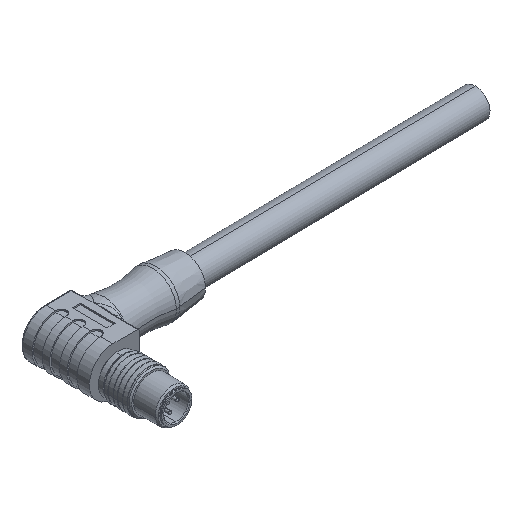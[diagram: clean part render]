
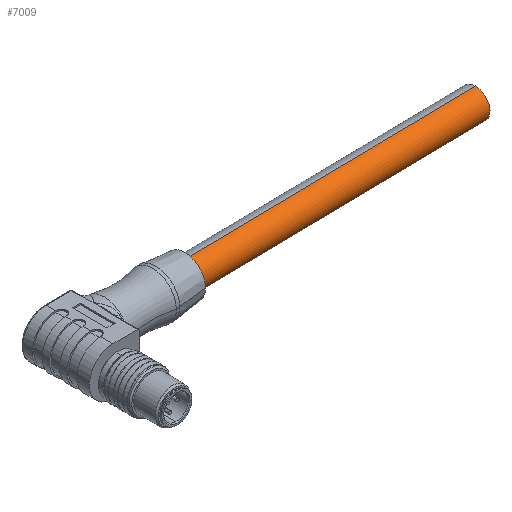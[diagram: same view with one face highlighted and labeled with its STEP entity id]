
A CAD part, isometric view. The second image highlights one B-rep face of the part: STEP entity #7009.
In plain terms, the highlighted cylindrical face has radius 5 mm (diameter 10 mm), a partial arc.
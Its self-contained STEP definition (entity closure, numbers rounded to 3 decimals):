
#1343=CARTESIAN_POINT('',(37.857,36.844,0.701));
#1344=DIRECTION('',(1.,0.,0.017));
#1345=DIRECTION('',(-0.017,0.,1.));
#1346=AXIS2_PLACEMENT_3D('',#1343,#1344,#1345);
#1366=DIRECTION('',(1.,0.,0.017));
#1367=VECTOR('',#1366,100.);
#1368=CARTESIAN_POINT('',(37.94,36.844,-4.298));
#1369=LINE('',#1368,#1367);
#1370=DIRECTION('',(-1.,0.,-0.017));
#1371=VECTOR('',#1370,100.);
#1372=CARTESIAN_POINT('',(137.76,36.844,7.367));
#1373=LINE('',#1372,#1371);
#1374=CARTESIAN_POINT('',(137.843,36.844,2.368));
#1375=DIRECTION('',(1.,0.,0.017));
#1376=DIRECTION('',(-0.017,0.,1.));
#1377=AXIS2_PLACEMENT_3D('',#1374,#1375,#1376);
#4013=CARTESIAN_POINT('',(37.774,36.844,5.701));
#4014=CARTESIAN_POINT('',(37.94,36.844,-4.298));
#4015=VERTEX_POINT('',#4013);
#4016=VERTEX_POINT('',#4014);
#4017=CARTESIAN_POINT('',(137.76,36.844,7.367));
#4018=VERTEX_POINT('',#4017);
#4019=CARTESIAN_POINT('',(137.926,36.844,-2.631));
#4020=VERTEX_POINT('',#4019);
#6995=CARTESIAN_POINT('',(35.857,36.844,0.668));
#6996=DIRECTION('',(1.,0.,0.017));
#6997=DIRECTION('',(-0.017,0.,1.));
#6998=AXIS2_PLACEMENT_3D('',#6995,#6996,#6997);
#6999=CYLINDRICAL_SURFACE('',#6998,5.);
#7000=ORIENTED_EDGE('',*,*,#6976,.F.);
#7002=ORIENTED_EDGE('',*,*,#7001,.F.);
#7004=ORIENTED_EDGE('',*,*,#7003,.T.);
#7006=ORIENTED_EDGE('',*,*,#7005,.F.);
#7007=EDGE_LOOP('',(#7000,#7002,#7004,#7006));
#7008=FACE_OUTER_BOUND('',#7007,.F.);
#1347=CIRCLE('',#1346,5.);
#1378=CIRCLE('',#1377,5.);
#6976=EDGE_CURVE('',#4015,#4016,#1347,.T.);
#7001=EDGE_CURVE('',#4018,#4015,#1373,.T.);
#7003=EDGE_CURVE('',#4018,#4020,#1378,.T.);
#7005=EDGE_CURVE('',#4016,#4020,#1369,.T.);
#7009=ADVANCED_FACE('',(#7008),#6999,.T.);
